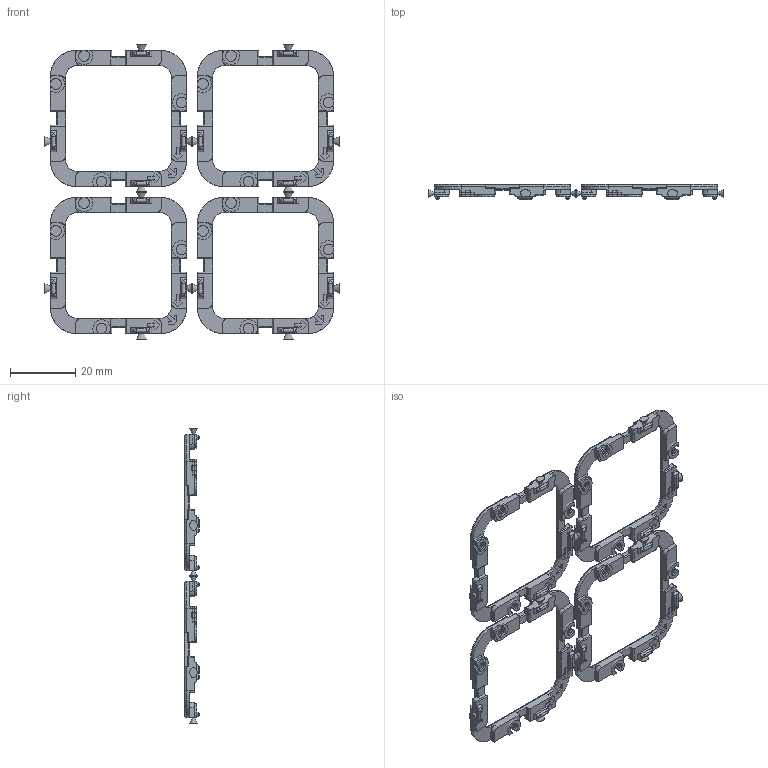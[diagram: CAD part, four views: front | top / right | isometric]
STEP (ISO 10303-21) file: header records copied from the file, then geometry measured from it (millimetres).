
FILE_DESCRIPTION(/* description */ (''),/* implementation_level */ '2;1');
FILE_NAME(/* name */ 'Remote Top Print Assembly.stp',/* time_stamp */ '2017-07-12T21:37:28-07:00',/* author */ ('Samuel Clay'),/* organization */ (''),/* preprocessor_version */ 'ST-DEVELOPER v16.13',/* originating_system */ 'Autodesk Inventor 2018',/* authorisation */ '');
FILE_SCHEMA (('AUTOMOTIVE_DESIGN { 1 0 10303 214 3 1 1 }'));
Length unit declared in the file: inch
Products named in the file (2): Remote Top Print Assembly; Remote Top
Assembly tree (4 placements, depth 2):
  Remote Top Print Assembly
    Remote Top  x4
Bounding box: 90.28 x 4.47 x 90.28 mm (x, y, z)
Volume: 6137.2 mm3; surface area: 9431.7 mm2
Topology: 40 solids, 40 shells, 1264 faces, 3356 edges, 2144 vertices
Faces by surface type: plane 748, cylinder 420, bspline 80, torus 16
Entity records: 12093 total; most frequent: CARTESIAN_POINT 4089, ORIENTED_EDGE 1662, DIRECTION 1650, EDGE_CURVE 831, LINE 592, VECTOR 592, VERTEX_POINT 536, AXIS2_PLACEMENT_3D 529
